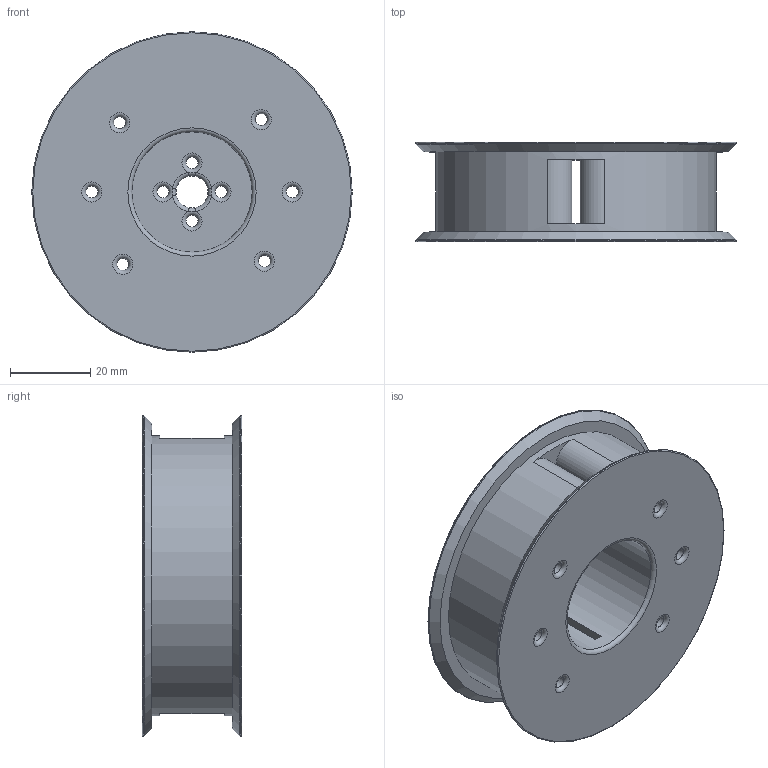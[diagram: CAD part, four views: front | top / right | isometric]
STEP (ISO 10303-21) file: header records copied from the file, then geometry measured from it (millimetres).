
FILE_DESCRIPTION(/* description */ ('Unknown'),/* implementation_level */ '2;1');
FILE_NAME(/* name */ 'Ribbon Pully LG EggCracker',/* time_stamp */ '2023-04-08T14:16:21-04:00',/* author */ ('Unknown'),/* organization */ ('Unknown'),/* preprocessor_version */ 'ST-DEVELOPER v18.102',/* originating_system */ 'Solid Edge',/* authorisation */ 'Unknown');
FILE_SCHEMA (('AUTOMOTIVE_DESIGN {1 0 10303 214 3 1 1}'));
Length unit declared in the file: millimetre
Products named in the file (1): Ribbon Pully LG EggCracker
Bounding box: 80 x 24.8 x 80 mm (x, y, z)
Volume: 81600.4 mm3; surface area: 21867.1 mm2
Topology: 1 solids, 1 shells, 57 faces, 150 edges, 93 vertices
Faces by surface type: cylinder 19, torus 19, plane 13, bspline 4, cone 2
Full cylindrical faces by diameter (mm): 3 x10, 8 x1, 30 x1, 70 x1, 80 x2
Entity records: 1644 total; most frequent: CARTESIAN_POINT 318, DIRECTION 292, ORIENTED_EDGE 212, AXIS2_PLACEMENT_3D 136, EDGE_LOOP 114, FACE_BOUND 114, EDGE_CURVE 106, VERTEX_POINT 82
